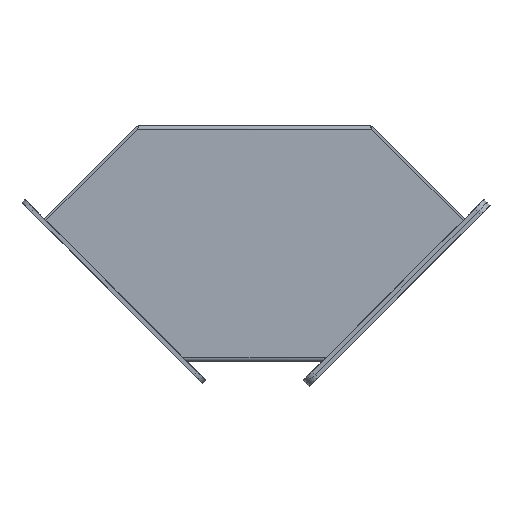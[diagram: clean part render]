
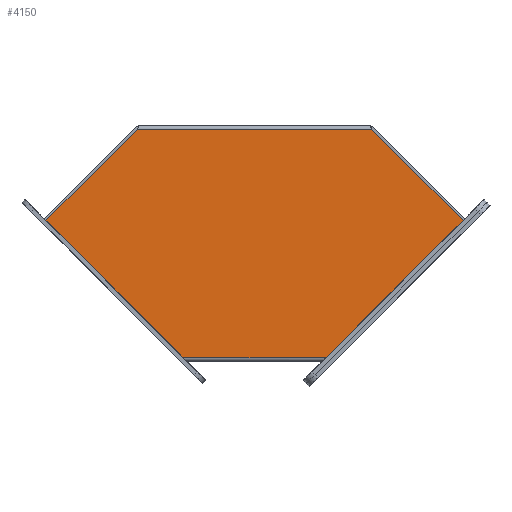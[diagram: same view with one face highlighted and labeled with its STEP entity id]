
A CAD part, front view. The second image highlights one B-rep face of the part: STEP entity #4150.
In plain terms, the highlighted planar face has unit normal (0, -1, 0).
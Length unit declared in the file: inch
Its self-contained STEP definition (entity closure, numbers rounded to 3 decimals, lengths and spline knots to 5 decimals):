
#146 = DIRECTION ( 'NONE',  ( -0.707, 0., 0.707 ) ) ;
#182 = EDGE_CURVE ( 'NONE', #332, #405, #233, .T. ) ;
#233 = LINE ( 'NONE', #1368, #2402 ) ;
#258 = ORIENTED_EDGE ( 'NONE', *, *, #3761, .F. ) ;
#332 = VERTEX_POINT ( 'NONE', #1054 ) ;
#405 = VERTEX_POINT ( 'NONE', #2903 ) ;
#444 = VERTEX_POINT ( 'NONE', #459 ) ;
#459 = CARTESIAN_POINT ( 'NONE',  ( 2.141, -3., 0.108 ) ) ;
#641 = VERTEX_POINT ( 'NONE', #3217 ) ;
#830 = CARTESIAN_POINT ( 'NONE',  ( 2.033, -3., 0. ) ) ;
#892 = VECTOR ( 'NONE', #3755, 39.37008 ) ;
#1024 = ORIENTED_EDGE ( 'NONE', *, *, #2445, .F. ) ;
#1054 = CARTESIAN_POINT ( 'NONE',  ( 3.498, -3., 6.918 ) ) ;
#1206 = EDGE_CURVE ( 'NONE', #641, #444, #1545, .T. ) ;
#1280 = CARTESIAN_POINT ( 'NONE',  ( -6.2245, -3., 4.1915 ) ) ;
#1341 = VECTOR ( 'NONE', #2586, 39.37008 ) ;
#1368 = CARTESIAN_POINT ( 'NONE',  ( -6.2245, -3., 6.918 ) ) ;
#1512 = VECTOR ( 'NONE', #2449, 39.37008 ) ;
#1522 = CARTESIAN_POINT ( 'NONE',  ( -6.2245, -3., 4.1915 ) ) ;
#1545 = LINE ( 'NONE', #830, #1341 ) ;
#1556 = FACE_OUTER_BOUND ( 'NONE', #3444, .T. ) ;
#1679 = CARTESIAN_POINT ( 'NONE',  ( -6.2245, -3., 0.108 ) ) ;
#1856 = EDGE_CURVE ( 'NONE', #2746, #405, #4365, .T. ) ;
#1882 = CARTESIAN_POINT ( 'NONE',  ( 6.2245, -3., 4.1915 ) ) ;
#2007 = CARTESIAN_POINT ( 'NONE',  ( -2.141, -3., 0.108 ) ) ;
#2013 = LINE ( 'NONE', #1679, #1512 ) ;
#2149 = ORIENTED_EDGE ( 'NONE', *, *, #1206, .F. ) ;
#2232 = CARTESIAN_POINT ( 'NONE',  ( -6.2245, -3., 6.954 ) ) ;
#2283 = DIRECTION ( 'NONE',  ( 0., 0., -1. ) ) ;
#2290 = LINE ( 'NONE', #1882, #892 ) ;
#2402 = VECTOR ( 'NONE', #2474, 39.37008 ) ;
#2445 = EDGE_CURVE ( 'NONE', #4663, #2746, #3425, .T. ) ;
#2449 = DIRECTION ( 'NONE',  ( 1., 0., 0. ) ) ;
#2474 = DIRECTION ( 'NONE',  ( -1., 0., 0. ) ) ;
#2542 = CARTESIAN_POINT ( 'NONE',  ( -3.462, -3., 6.954 ) ) ;
#2570 = VECTOR ( 'NONE', #146, 39.37008 ) ;
#2586 = DIRECTION ( 'NONE',  ( -0.707, 0., -0.707 ) ) ;
#2746 = VERTEX_POINT ( 'NONE', #1522 ) ;
#2807 = VECTOR ( 'NONE', #3984, 39.37008 ) ;
#2903 = CARTESIAN_POINT ( 'NONE',  ( -3.498, -3., 6.918 ) ) ;
#2977 = DIRECTION ( 'NONE',  ( 0., -1., 0. ) ) ;
#3217 = CARTESIAN_POINT ( 'NONE',  ( 6.2245, -3., 4.1915 ) ) ;
#3425 = LINE ( 'NONE', #1280, #2570 ) ;
#3430 = AXIS2_PLACEMENT_3D ( 'NONE', #2232, #2977, #2283 ) ;
#3444 = EDGE_LOOP ( 'NONE', ( #3786, #2149, #258, #4138, #4601, #1024 ) ) ;
#3755 = DIRECTION ( 'NONE',  ( 0.707, 0., -0.707 ) ) ;
#3761 = EDGE_CURVE ( 'NONE', #332, #641, #2290, .T. ) ;
#3786 = ORIENTED_EDGE ( 'NONE', *, *, #4228, .T. ) ;
#3984 = DIRECTION ( 'NONE',  ( 0.707, 0., 0.707 ) ) ;
#4138 = ORIENTED_EDGE ( 'NONE', *, *, #182, .T. ) ;
#4150 = ADVANCED_FACE ( 'NONE', ( #1556 ), #4418, .T. ) ;
#4228 = EDGE_CURVE ( 'NONE', #4663, #444, #2013, .T. ) ;
#4365 = LINE ( 'NONE', #2542, #2807 ) ;
#4418 = PLANE ( 'NONE',  #3430 ) ;
#4601 = ORIENTED_EDGE ( 'NONE', *, *, #1856, .F. ) ;
#4663 = VERTEX_POINT ( 'NONE', #2007 ) ;
